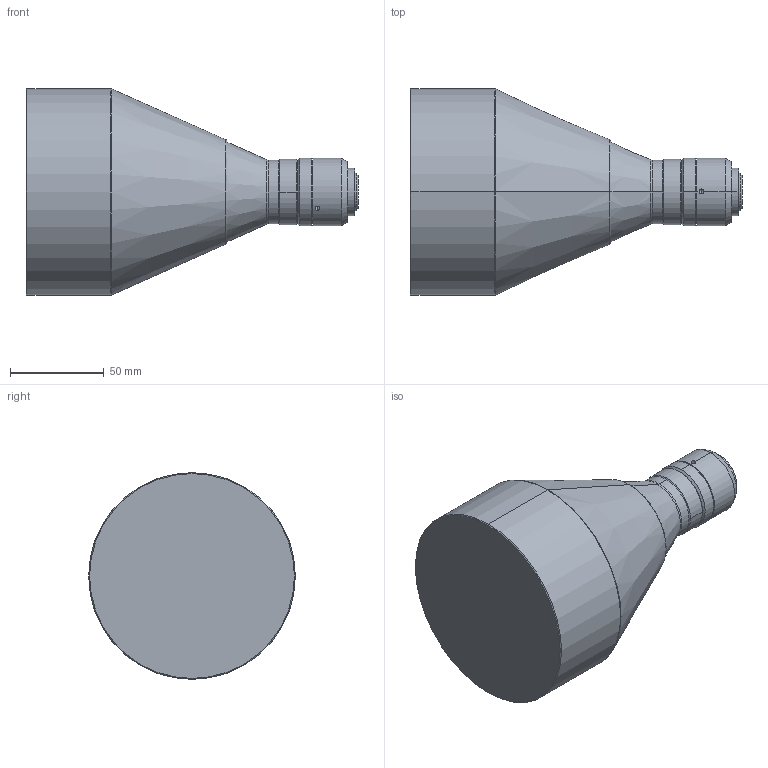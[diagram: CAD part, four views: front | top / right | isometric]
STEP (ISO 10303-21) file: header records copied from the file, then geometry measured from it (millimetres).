
FILE_DESCRIPTION (( 'STEP AP203' ), '1' );
FILE_NAME ('DTCM120-80H-AL.STEP', '2019-11-13T06:37:01', ( 'Windows 蚚誧' ), ( '' ), 'SwSTEP 2.0', 'SolidWorks 2017', '' );
FILE_SCHEMA (( 'CONFIG_CONTROL_DESIGN' ));
Length unit declared in the file: millimetre
Products named in the file (1): DTCM120-80H-AL
Bounding box: 176.7 x 110 x 110 mm (x, y, z)
Volume: 848279.5 mm3; surface area: 53516.7 mm2
Topology: 1 solids, 1 shells, 63 faces, 143 edges, 85 vertices
Faces by surface type: cone 24, cylinder 24, plane 9, bspline 6
Entity records: 1958 total; most frequent: CARTESIAN_POINT 500, DIRECTION 309, ORIENTED_EDGE 274, EDGE_CURVE 137, AXIS2_PLACEMENT_3D 130, VERTEX_POINT 85, CIRCLE 72, EDGE_LOOP 72
